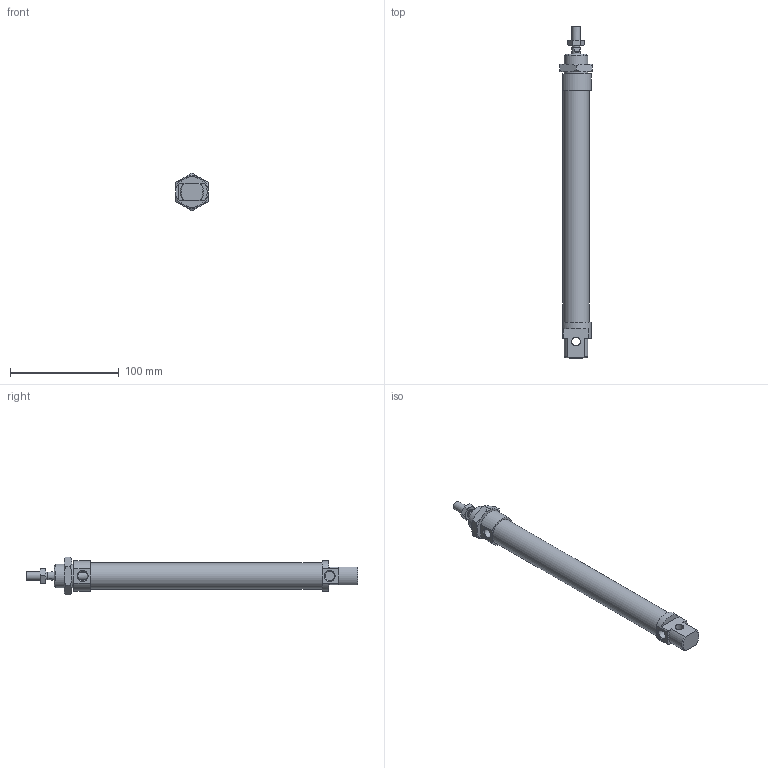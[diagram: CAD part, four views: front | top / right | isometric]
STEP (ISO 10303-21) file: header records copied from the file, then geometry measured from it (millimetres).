
FILE_DESCRIPTION(/* description */ ('Unknown'),/* implementation_level */ '2;1');
FILE_NAME(/* name */ '1260.20.175.MA',/* time_stamp */ '2019-10-23T14:53:07-04:00',/* author */ ('Unknown'),/* organization */ ('Unknown'),/* preprocessor_version */ 'ST-DEVELOPER v16.7',/* originating_system */ 'DEX',/* authorisation */ $);
FILE_SCHEMA (('AUTOMOTIVE_DESIGN {1 0 10303 214 3 1 1}'));
Length unit declared in the file: millimetre
Products named in the file (1): 1260.20.175.MA
Bounding box: 30 x 305 x 34.64 mm (x, y, z)
Volume: 127685.7 mm3; surface area: 25223.1 mm2
Topology: 1 solids, 1 shells, 88 faces, 197 edges, 122 vertices
Faces by surface type: plane 42, cone 31, cylinder 15
Full cylindrical faces by diameter (mm): 6.5 x1, 8 x4, 8.7 x2, 22 x2, 24 x1
Entity records: 2880 total; most frequent: CARTESIAN_POINT 493, DIRECTION 368, ORIENTED_EDGE 348, EDGE_CURVE 174, AXIS2_PLACEMENT_3D 159, EDGE_LOOP 116, FACE_BOUND 116, VERTEX_POINT 114
